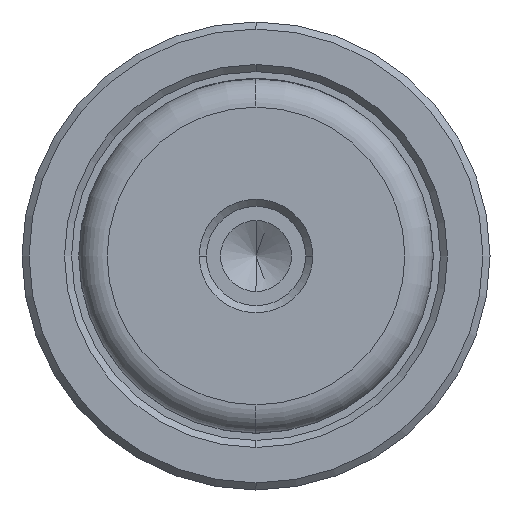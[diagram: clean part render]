
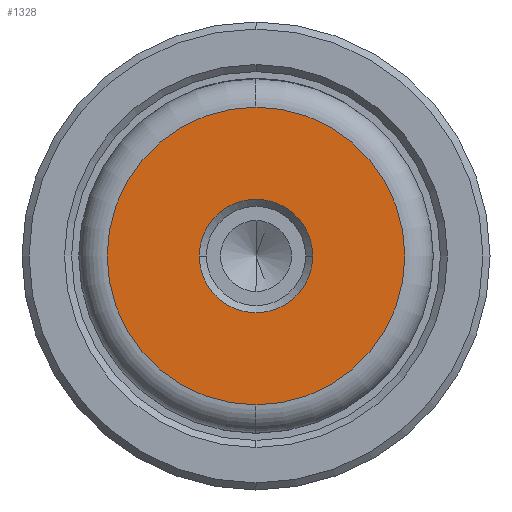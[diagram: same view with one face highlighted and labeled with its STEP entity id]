
A CAD part, left-side view. The second image highlights one B-rep face of the part: STEP entity #1328.
In plain terms, the highlighted planar face has unit normal (-1, 0, 0).
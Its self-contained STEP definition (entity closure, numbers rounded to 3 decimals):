
#1 = CIRCLE ( 'NONE', #2358, 4. ) ;
#24 = CARTESIAN_POINT ( 'NONE',  ( 0., 0., 0. ) ) ;
#56 = CIRCLE ( 'NONE', #286, 10.497 ) ;
#177 = CARTESIAN_POINT ( 'NONE',  ( 0., 0., 0. ) ) ;
#205 = DIRECTION ( 'NONE',  ( 0., 0., 1. ) ) ;
#250 = PLANE ( 'NONE',  #852 ) ;
#279 = ORIENTED_EDGE ( 'NONE', *, *, #1675, .T. ) ;
#286 = AXIS2_PLACEMENT_3D ( 'NONE', #1528, #359, #1718 ) ;
#355 = DIRECTION ( 'NONE',  ( 1., 0., 0. ) ) ;
#359 = DIRECTION ( 'NONE',  ( -1., 0., 0. ) ) ;
#367 = DIRECTION ( 'NONE',  ( 0., 0., 1. ) ) ;
#443 = DIRECTION ( 'NONE',  ( 0., 0., 1. ) ) ;
#806 = FACE_OUTER_BOUND ( 'NONE', #1133, .T. ) ;
#852 = AXIS2_PLACEMENT_3D ( 'NONE', #1213, #1599, #443 ) ;
#855 = EDGE_CURVE ( 'NONE', #2033, #2217, #56, .T. ) ;
#881 = ORIENTED_EDGE ( 'NONE', *, *, #855, .T. ) ;
#1088 = CARTESIAN_POINT ( 'NONE',  ( 0., 0., 10.497 ) ) ;
#1133 = EDGE_LOOP ( 'NONE', ( #1715, #881 ) ) ;
#1169 = EDGE_LOOP ( 'NONE', ( #2416, #279 ) ) ;
#1213 = CARTESIAN_POINT ( 'NONE',  ( 0., 0., 0. ) ) ;
#1328 = ADVANCED_FACE ( 'NONE', ( #1774, #806 ), #250, .T. ) ;
#1363 = DIRECTION ( 'NONE',  ( 1., 0., 0. ) ) ;
#1522 = CARTESIAN_POINT ( 'NONE',  ( 0., 0., 0. ) ) ;
#1528 = CARTESIAN_POINT ( 'NONE',  ( 0., 0., 0. ) ) ;
#1533 = DIRECTION ( 'NONE',  ( -1., 0., 0. ) ) ;
#1599 = DIRECTION ( 'NONE',  ( -1., 0., 0. ) ) ;
#1675 = EDGE_CURVE ( 'NONE', #1812, #2450, #1, .T. ) ;
#1711 = DIRECTION ( 'NONE',  ( 0., 0., 1. ) ) ;
#1715 = ORIENTED_EDGE ( 'NONE', *, *, #1726, .T. ) ;
#1718 = DIRECTION ( 'NONE',  ( 0., 0., 1. ) ) ;
#1726 = EDGE_CURVE ( 'NONE', #2217, #2033, #1977, .T. ) ;
#1770 = CARTESIAN_POINT ( 'NONE',  ( 0., 4., 0. ) ) ;
#1774 = FACE_BOUND ( 'NONE', #1169, .T. ) ;
#1785 = CIRCLE ( 'NONE', #2165, 4. ) ;
#1809 = CARTESIAN_POINT ( 'NONE',  ( 0., -4., 0. ) ) ;
#1812 = VERTEX_POINT ( 'NONE', #1770 ) ;
#1911 = CARTESIAN_POINT ( 'NONE',  ( 0., 0., -10.497 ) ) ;
#1977 = CIRCLE ( 'NONE', #2477, 10.497 ) ;
#2033 = VERTEX_POINT ( 'NONE', #1911 ) ;
#2059 = EDGE_CURVE ( 'NONE', #2450, #1812, #1785, .T. ) ;
#2165 = AXIS2_PLACEMENT_3D ( 'NONE', #24, #1363, #205 ) ;
#2217 = VERTEX_POINT ( 'NONE', #1088 ) ;
#2358 = AXIS2_PLACEMENT_3D ( 'NONE', #1522, #355, #1711 ) ;
#2416 = ORIENTED_EDGE ( 'NONE', *, *, #2059, .T. ) ;
#2450 = VERTEX_POINT ( 'NONE', #1809 ) ;
#2477 = AXIS2_PLACEMENT_3D ( 'NONE', #177, #1533, #367 ) ;
